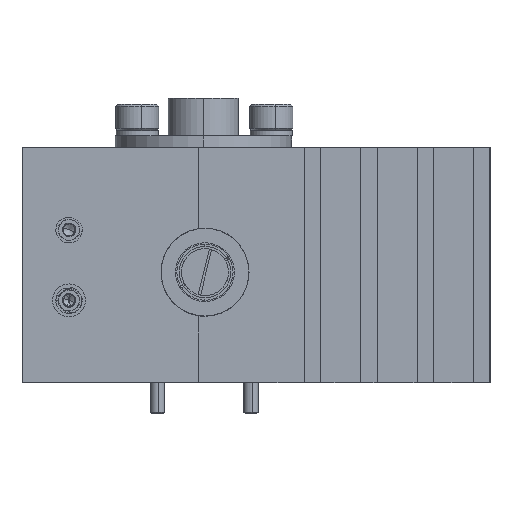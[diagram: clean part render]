
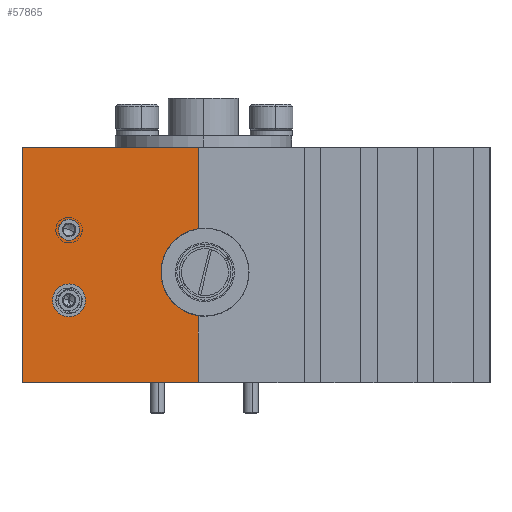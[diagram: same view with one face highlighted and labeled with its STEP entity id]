
A CAD part, left-side view. The second image highlights one B-rep face of the part: STEP entity #57865.
In plain terms, the highlighted planar face has unit normal (-1, 0, 0).
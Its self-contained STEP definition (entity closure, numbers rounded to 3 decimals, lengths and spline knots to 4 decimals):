
#552 = VERTEX_POINT ( 'NONE', #22993 ) ;
#909 = EDGE_CURVE ( 'NONE', #37293, #15374, #49677, .T. ) ;
#2600 = CARTESIAN_POINT ( 'NONE',  ( -2.708, 1.4028, 1.1197 ) ) ;
#2804 = CARTESIAN_POINT ( 'NONE',  ( -2.708, 1.4028, 0.1197 ) ) ;
#3041 = CARTESIAN_POINT ( 'NONE',  ( -2.708, 1.2028, 0.4697 ) ) ;
#3609 = CIRCLE ( 'NONE', #22836, 0.0445 ) ;
#3773 = EDGE_LOOP ( 'NONE', ( #11734, #12216 ) ) ;
#4298 = VERTEX_POINT ( 'NONE', #2804 ) ;
#4764 = VERTEX_POINT ( 'NONE', #46529 ) ;
#4824 = EDGE_LOOP ( 'NONE', ( #29991, #67295 ) ) ;
#5127 = CARTESIAN_POINT ( 'NONE',  ( -2.708, 1.2028, 0.7697 ) ) ;
#5602 = DIRECTION ( 'NONE',  ( -1., 0., 0. ) ) ;
#6058 = AXIS2_PLACEMENT_3D ( 'NONE', #19593, #46967, #25415 ) ;
#7299 = CARTESIAN_POINT ( 'NONE',  ( -2.708, 1.4028, 1.1197 ) ) ;
#7660 = DIRECTION ( 'NONE',  ( 1., 0., 0. ) ) ;
#7687 = CIRCLE ( 'NONE', #31281, 0.07 ) ;
#9244 = EDGE_CURVE ( 'NONE', #11761, #48340, #7687, .T. ) ;
#10137 = ORIENTED_EDGE ( 'NONE', *, *, #68874, .T. ) ;
#10428 = DIRECTION ( 'NONE',  ( 0., 0., 1. ) ) ;
#10750 = EDGE_CURVE ( 'NONE', #41320, #4764, #47712, .T. ) ;
#11734 = ORIENTED_EDGE ( 'NONE', *, *, #9244, .F. ) ;
#11761 = VERTEX_POINT ( 'NONE', #29149 ) ;
#12216 = ORIENTED_EDGE ( 'NONE', *, *, #65174, .F. ) ;
#12862 = CARTESIAN_POINT ( 'NONE',  ( -2.708, 0.6528, 1.1197 ) ) ;
#13484 = CIRCLE ( 'NONE', #6058, 0.1875 ) ;
#15374 = VERTEX_POINT ( 'NONE', #12862 ) ;
#17314 = VECTOR ( 'NONE', #23395, 39.3701 ) ;
#17732 = ORIENTED_EDGE ( 'NONE', *, *, #46928, .F. ) ;
#17784 = CARTESIAN_POINT ( 'NONE',  ( -2.708, 0.6528, 0.1197 ) ) ;
#19055 = LINE ( 'NONE', #61843, #17314 ) ;
#19526 = PLANE ( 'NONE',  #48376 ) ;
#19593 = CARTESIAN_POINT ( 'NONE',  ( -2.708, 0.6248, 0.5897 ) ) ;
#19759 = DIRECTION ( 'NONE',  ( 0., 0., -1. ) ) ;
#20970 = VECTOR ( 'NONE', #63212, 39.3701 ) ;
#22836 = AXIS2_PLACEMENT_3D ( 'NONE', #5127, #71091, #60304 ) ;
#22993 = CARTESIAN_POINT ( 'NONE',  ( -2.708, 0.6528, 0.7751 ) ) ;
#23118 = FACE_BOUND ( 'NONE', #3773, .T. ) ;
#23395 = DIRECTION ( 'NONE',  ( 0., 0., 1. ) ) ;
#24841 = FACE_BOUND ( 'NONE', #4824, .T. ) ;
#25415 = DIRECTION ( 'NONE',  ( 0., 0., 1. ) ) ;
#25898 = EDGE_LOOP ( 'NONE', ( #63256, #17732, #10137, #65201, #52670, #52352 ) ) ;
#29149 = CARTESIAN_POINT ( 'NONE',  ( -2.708, 1.2028, 0.5397 ) ) ;
#29719 = EDGE_CURVE ( 'NONE', #4298, #37293, #66010, .T. ) ;
#29991 = ORIENTED_EDGE ( 'NONE', *, *, #10750, .F. ) ;
#31281 = AXIS2_PLACEMENT_3D ( 'NONE', #38765, #5602, #10428 ) ;
#31686 = CARTESIAN_POINT ( 'NONE',  ( -2.708, 1.2028, 0.3997 ) ) ;
#34683 = DIRECTION ( 'NONE',  ( 0., 0., 1. ) ) ;
#34921 = CARTESIAN_POINT ( 'NONE',  ( -2.708, 0.6528, 1.1197 ) ) ;
#36475 = VECTOR ( 'NONE', #34683, 39.3701 ) ;
#37090 = LINE ( 'NONE', #50154, #69881 ) ;
#37293 = VERTEX_POINT ( 'NONE', #7299 ) ;
#38672 = FACE_OUTER_BOUND ( 'NONE', #25898, .T. ) ;
#38765 = CARTESIAN_POINT ( 'NONE',  ( -2.708, 1.2028, 0.4697 ) ) ;
#39291 = DIRECTION ( 'NONE',  ( 0., -1., 0. ) ) ;
#41320 = VERTEX_POINT ( 'NONE', #70622 ) ;
#42438 = EDGE_CURVE ( 'NONE', #63924, #44847, #49447, .T. ) ;
#44496 = EDGE_CURVE ( 'NONE', #4298, #63924, #37090, .T. ) ;
#44847 = VERTEX_POINT ( 'NONE', #71293 ) ;
#46529 = CARTESIAN_POINT ( 'NONE',  ( -2.708, 1.2028, 0.7252 ) ) ;
#46928 = EDGE_CURVE ( 'NONE', #552, #44847, #13484, .T. ) ;
#46967 = DIRECTION ( 'NONE',  ( -1., 0., 0. ) ) ;
#47712 = CIRCLE ( 'NONE', #58689, 0.0445 ) ;
#48340 = VERTEX_POINT ( 'NONE', #31686 ) ;
#48376 = AXIS2_PLACEMENT_3D ( 'NONE', #2600, #7660, #19759 ) ;
#49447 = LINE ( 'NONE', #34921, #36475 ) ;
#49677 = LINE ( 'NONE', #50080, #66870 ) ;
#50080 = CARTESIAN_POINT ( 'NONE',  ( -2.708, 1.4028, 1.1197 ) ) ;
#50154 = CARTESIAN_POINT ( 'NONE',  ( -2.708, 1.4028, 0.1197 ) ) ;
#50576 = DIRECTION ( 'NONE',  ( 0., -1., 0. ) ) ;
#52185 = DIRECTION ( 'NONE',  ( -1., 0., 0. ) ) ;
#52352 = ORIENTED_EDGE ( 'NONE', *, *, #44496, .T. ) ;
#52637 = DIRECTION ( 'NONE',  ( 0., 0., 1. ) ) ;
#52670 = ORIENTED_EDGE ( 'NONE', *, *, #29719, .F. ) ;
#57253 = DIRECTION ( 'NONE',  ( 0., 0., 1. ) ) ;
#57865 = ADVANCED_FACE ( 'NONE', ( #24841, #23118, #38672 ), #19526, .F. ) ;
#58689 = AXIS2_PLACEMENT_3D ( 'NONE', #63506, #52185, #57253 ) ;
#60304 = DIRECTION ( 'NONE',  ( 0., 0., 1. ) ) ;
#60344 = AXIS2_PLACEMENT_3D ( 'NONE', #3041, #64184, #52637 ) ;
#61843 = CARTESIAN_POINT ( 'NONE',  ( -2.708, 0.6528, 1.1197 ) ) ;
#63212 = DIRECTION ( 'NONE',  ( 0., 0., 1. ) ) ;
#63256 = ORIENTED_EDGE ( 'NONE', *, *, #42438, .T. ) ;
#63506 = CARTESIAN_POINT ( 'NONE',  ( -2.708, 1.2028, 0.7697 ) ) ;
#63924 = VERTEX_POINT ( 'NONE', #17784 ) ;
#64184 = DIRECTION ( 'NONE',  ( -1., 0., 0. ) ) ;
#65174 = EDGE_CURVE ( 'NONE', #48340, #11761, #71177, .T. ) ;
#65201 = ORIENTED_EDGE ( 'NONE', *, *, #909, .F. ) ;
#66010 = LINE ( 'NONE', #68499, #20970 ) ;
#66870 = VECTOR ( 'NONE', #50576, 39.3701 ) ;
#67066 = EDGE_CURVE ( 'NONE', #4764, #41320, #3609, .T. ) ;
#67295 = ORIENTED_EDGE ( 'NONE', *, *, #67066, .F. ) ;
#68499 = CARTESIAN_POINT ( 'NONE',  ( -2.708, 1.4028, 1.1197 ) ) ;
#68874 = EDGE_CURVE ( 'NONE', #552, #15374, #19055, .T. ) ;
#69881 = VECTOR ( 'NONE', #39291, 39.3701 ) ;
#70622 = CARTESIAN_POINT ( 'NONE',  ( -2.708, 1.2028, 0.8142 ) ) ;
#71091 = DIRECTION ( 'NONE',  ( -1., 0., 0. ) ) ;
#71177 = CIRCLE ( 'NONE', #60344, 0.07 ) ;
#71293 = CARTESIAN_POINT ( 'NONE',  ( -2.708, 0.6528, 0.4043 ) ) ;
